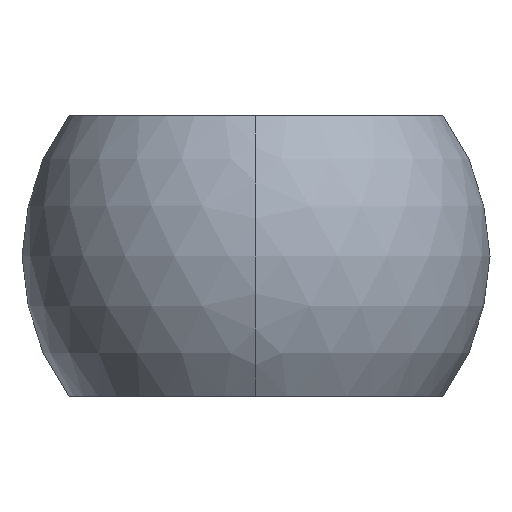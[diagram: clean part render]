
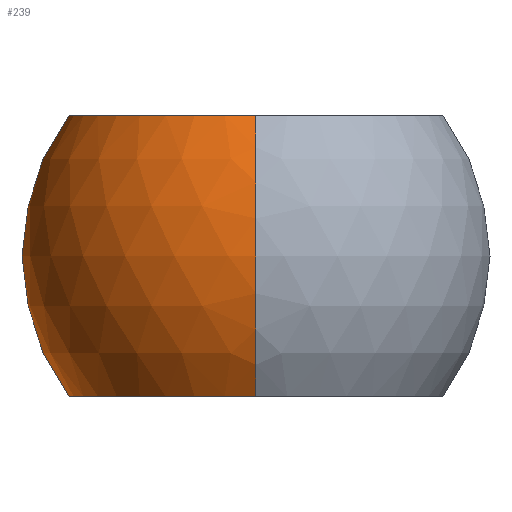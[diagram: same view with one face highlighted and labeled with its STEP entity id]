
A CAD part, left-side view. The second image highlights one B-rep face of the part: STEP entity #239.
In plain terms, the highlighted spherical face has radius 10 mm.
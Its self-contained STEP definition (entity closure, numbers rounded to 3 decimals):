
#129=EDGE_CURVE('',#233,#133,#319,.T.);
#133=VERTEX_POINT('',#323);
#153=EDGE_CURVE('',#199,#233,#345,.T.);
#185=EDGE_CURVE('',#193,#199,#379,.T.);
#193=VERTEX_POINT('',#389);
#199=VERTEX_POINT('',#395);
#233=VERTEX_POINT('',#437);
#239=ADVANCED_FACE('',(#443),#444,.T.);
#265=EDGE_CURVE('',#133,#193,#472,.T.);
#319=CIRCLE('',#537,8.0);
#323=CARTESIAN_POINT('',(-8.0,0.,6.0));
#345=CIRCLE('',#584,6.429);
#379=CIRCLE('',#644,8.0);
#389=CARTESIAN_POINT('',(-8.0,0.,-6.0));
#395=CARTESIAN_POINT('',(7.66,2.308,-6.0));
#437=CARTESIAN_POINT('',(7.66,2.308,6.0));
#443=FACE_OUTER_BOUND('',#735,.T.);
#444=SPHERICAL_SURFACE('',#736,10.0);
#472=CIRCLE('',#770,10.0);
#537=AXIS2_PLACEMENT_3D('',#824,#825,#826);
#584=AXIS2_PLACEMENT_3D('',#850,#851,#852);
#644=AXIS2_PLACEMENT_3D('',#890,#891,#892);
#735=EDGE_LOOP('',(#989,#990,#991,#992));
#736=AXIS2_PLACEMENT_3D('',#993,#994,#995);
#770=AXIS2_PLACEMENT_3D('',#1017,#1018,#1019);
#824=CARTESIAN_POINT('',(0.0,0.0,6.0));
#825=DIRECTION('',(0.0,-0.0,1.0));
#826=DIRECTION('',(0.0,1.0,0.0));
#850=CARTESIAN_POINT('',(7.66,0.0,0.0));
#851=DIRECTION('',(1.0,0.0,0.0));
#852=DIRECTION('',(0.0,1.0,0.0));
#890=CARTESIAN_POINT('',(0.0,0.0,-6.0));
#891=DIRECTION('',(-0.0,-0.0,-1.0));
#892=DIRECTION('',(0.0,-1.0,0.0));
#989=ORIENTED_EDGE('',*,*,#265,.F.);
#990=ORIENTED_EDGE('',*,*,#129,.F.);
#991=ORIENTED_EDGE('',*,*,#153,.F.);
#992=ORIENTED_EDGE('',*,*,#185,.F.);
#993=CARTESIAN_POINT('',(0.0,0.0,0.0));
#994=DIRECTION('',(0.0,0.0,1.0));
#995=DIRECTION('',(1.0,0.0,0.0));
#1017=CARTESIAN_POINT('',(0.0,0.0,0.0));
#1018=DIRECTION('',(0.,-1.0,0.0));
#1019=DIRECTION('',(0.0,0.0,1.0));
